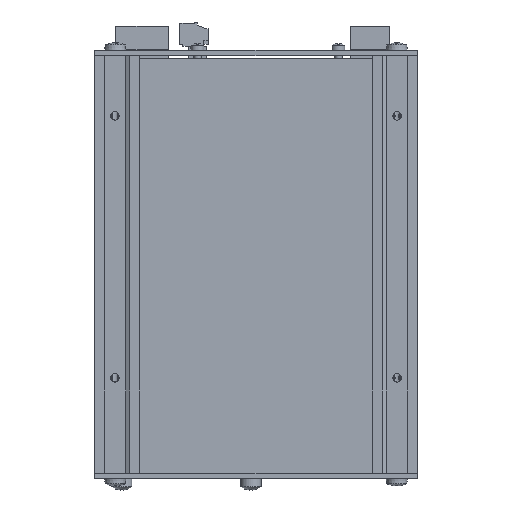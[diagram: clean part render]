
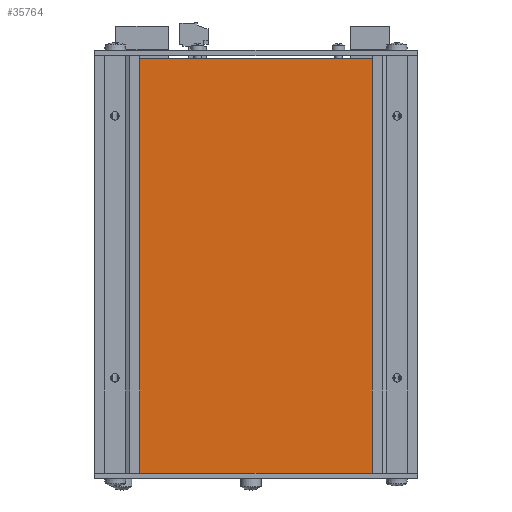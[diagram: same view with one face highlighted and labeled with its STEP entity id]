
A CAD part, front view. The second image highlights one B-rep face of the part: STEP entity #35764.
In plain terms, the highlighted face is planar.
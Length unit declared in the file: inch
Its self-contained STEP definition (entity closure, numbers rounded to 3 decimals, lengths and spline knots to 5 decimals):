
#35632=CARTESIAN_POINT('',(3.875,6.337,0.0));
#35633=VERTEX_POINT('',#35632);
#35640=CARTESIAN_POINT('',(3.875,0.0,0.0));
#35641=VERTEX_POINT('',#35640);
#35642=CARTESIAN_POINT('',(3.875,0.0,0.0));
#35643=DIRECTION('',(0.0,1.0,0.0));
#35644=VECTOR('',#35643,6.337);
#35645=LINE('',#35642,#35644);
#35646=EDGE_CURVE('',#35641,#35633,#35645,.T.);
#35670=CARTESIAN_POINT('',(0.,6.337,0.0));
#35671=VERTEX_POINT('',#35670);
#35678=CARTESIAN_POINT('',(3.875,6.337,0.0));
#35679=DIRECTION('',(-1.0,0.0,0.0));
#35680=VECTOR('',#35679,3.875);
#35681=LINE('',#35678,#35680);
#35682=EDGE_CURVE('',#35633,#35671,#35681,.T.);
#35701=CARTESIAN_POINT('',(0.0,0.0,0.0));
#35702=VERTEX_POINT('',#35701);
#35709=CARTESIAN_POINT('',(0.,6.337,0.0));
#35710=DIRECTION('',(0.0,-1.0,0.0));
#35711=VECTOR('',#35710,6.337);
#35712=LINE('',#35709,#35711);
#35713=EDGE_CURVE('',#35671,#35702,#35712,.T.);
#35731=CARTESIAN_POINT('',(0.0,0.0,0.0));
#35732=DIRECTION('',(1.0,0.0,0.0));
#35733=VECTOR('',#35732,3.875);
#35734=LINE('',#35731,#35733);
#35735=EDGE_CURVE('',#35702,#35641,#35734,.T.);
#35753=CARTESIAN_POINT('',(1.9375,3.1685,0.0));
#35754=DIRECTION('',(0.0,0.0,1.0));
#35755=DIRECTION('',(1.0,0.0,0.0));
#35756=AXIS2_PLACEMENT_3D('',#35753,#35754,#35755);
#35757=PLANE('',#35756);
#35758=ORIENTED_EDGE('',*,*,#35735,.T.);
#35759=ORIENTED_EDGE('',*,*,#35646,.T.);
#35760=ORIENTED_EDGE('',*,*,#35682,.T.);
#35761=ORIENTED_EDGE('',*,*,#35713,.T.);
#35762=EDGE_LOOP('',(#35758,#35759,#35760,#35761));
#35763=FACE_OUTER_BOUND('',#35762,.T.);
#35764=ADVANCED_FACE('',(#35763),#35757,.T.);
